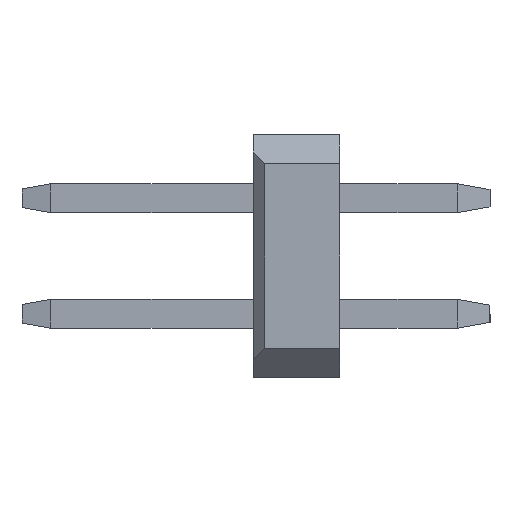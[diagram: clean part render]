
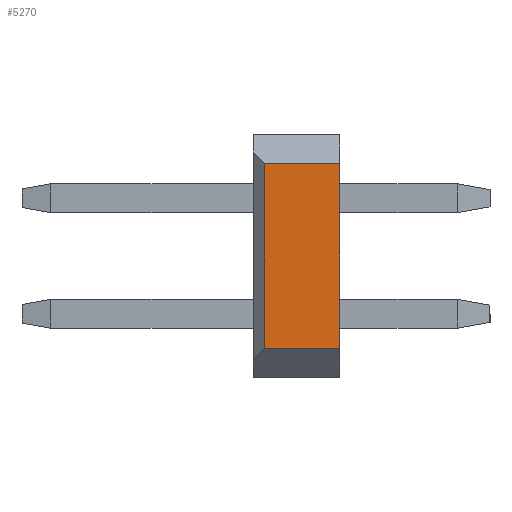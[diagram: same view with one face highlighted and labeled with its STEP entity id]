
A CAD part, left-side view. The second image highlights one B-rep face of the part: STEP entity #5270.
In plain terms, the highlighted planar face has unit normal (-1, 0, 0).
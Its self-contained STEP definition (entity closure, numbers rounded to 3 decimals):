
#58 = EDGE_CURVE ( 'NONE', #1978, #2838, #2709, .T. ) ;
#230 = DIRECTION ( 'NONE',  ( 1., 0., 0. ) ) ;
#386 = EDGE_LOOP ( 'NONE', ( #4340, #3760, #5023, #1932 ) ) ;
#488 = CARTESIAN_POINT ( 'NONE',  ( -15., 0., -0.6 ) ) ;
#666 = AXIS2_PLACEMENT_3D ( 'NONE', #2660, #230, #1009 ) ;
#872 = EDGE_CURVE ( 'NONE', #4880, #1978, #1625, .T. ) ;
#962 = DIRECTION ( 'NONE',  ( 0., -1., 0. ) ) ;
#978 = PLANE ( 'NONE',  #666 ) ;
#1009 = DIRECTION ( 'NONE',  ( 0., 0., -1. ) ) ;
#1317 = VECTOR ( 'NONE', #3671, 1000. ) ;
#1325 = CARTESIAN_POINT ( 'NONE',  ( -15., 1.5, 2.6 ) ) ;
#1446 = CARTESIAN_POINT ( 'NONE',  ( -15., 1.3, -0.6 ) ) ;
#1625 = LINE ( 'NONE', #1957, #1317 ) ;
#1932 = ORIENTED_EDGE ( 'NONE', *, *, #5015, .F. ) ;
#1954 = CARTESIAN_POINT ( 'NONE',  ( -15., 1.3, -0.6 ) ) ;
#1957 = CARTESIAN_POINT ( 'NONE',  ( -15., 0., -1.1 ) ) ;
#1978 = VERTEX_POINT ( 'NONE', #488 ) ;
#1990 = DIRECTION ( 'NONE',  ( 0., 1., 0. ) ) ;
#2281 = VECTOR ( 'NONE', #5320, 1000. ) ;
#2487 = VECTOR ( 'NONE', #962, 1000. ) ;
#2660 = CARTESIAN_POINT ( 'NONE',  ( -15., 1.5, -0.6 ) ) ;
#2709 = LINE ( 'NONE', #4855, #3816 ) ;
#2760 = CARTESIAN_POINT ( 'NONE',  ( -15., 0., 2.6 ) ) ;
#2838 = VERTEX_POINT ( 'NONE', #1446 ) ;
#2843 = LINE ( 'NONE', #1954, #2281 ) ;
#3248 = EDGE_CURVE ( 'NONE', #2838, #3289, #2843, .T. ) ;
#3256 = CARTESIAN_POINT ( 'NONE',  ( -15., 1.3, 2.6 ) ) ;
#3289 = VERTEX_POINT ( 'NONE', #3256 ) ;
#3671 = DIRECTION ( 'NONE',  ( 0., 0., -1. ) ) ;
#3760 = ORIENTED_EDGE ( 'NONE', *, *, #58, .F. ) ;
#3816 = VECTOR ( 'NONE', #1990, 1000. ) ;
#4340 = ORIENTED_EDGE ( 'NONE', *, *, #3248, .F. ) ;
#4359 = FACE_OUTER_BOUND ( 'NONE', #386, .T. ) ;
#4855 = CARTESIAN_POINT ( 'NONE',  ( -15., 1.5, -0.6 ) ) ;
#4880 = VERTEX_POINT ( 'NONE', #2760 ) ;
#5015 = EDGE_CURVE ( 'NONE', #3289, #4880, #5152, .T. ) ;
#5023 = ORIENTED_EDGE ( 'NONE', *, *, #872, .F. ) ;
#5152 = LINE ( 'NONE', #1325, #2487 ) ;
#5270 = ADVANCED_FACE ( 'NONE', ( #4359 ), #978, .F. ) ;
#5320 = DIRECTION ( 'NONE',  ( 0., 0., 1. ) ) ;
